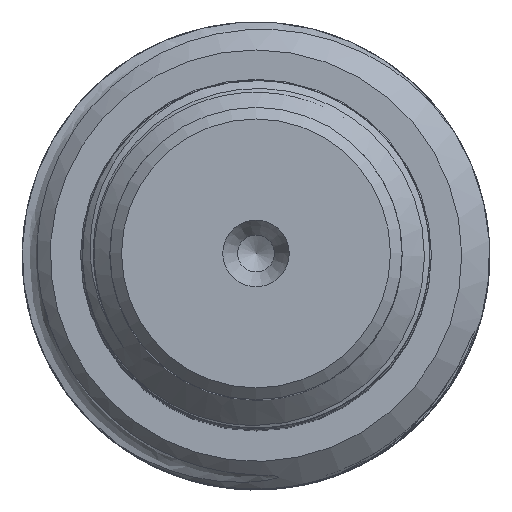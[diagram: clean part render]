
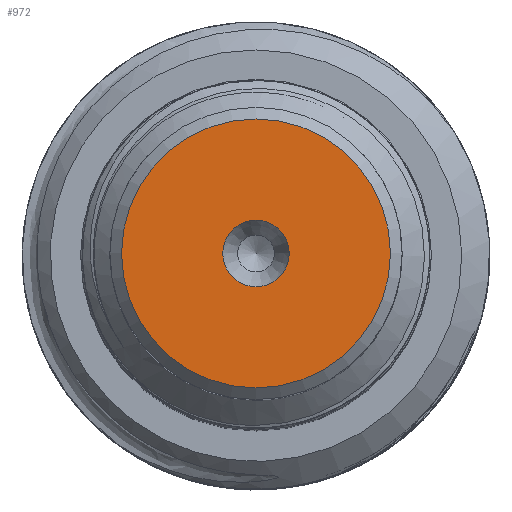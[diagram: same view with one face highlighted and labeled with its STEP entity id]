
A CAD part, top view. The second image highlights one B-rep face of the part: STEP entity #972.
In plain terms, the highlighted planar face has unit normal (0, 0, 1).
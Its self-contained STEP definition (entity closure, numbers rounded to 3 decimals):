
#35=PLANE('',#1003);
#46=CIRCLE('',#984,2.845);
#56=CIRCLE('',#1001,11.5);
#181=VERTEX_POINT('',#33097);
#195=VERTEX_POINT('',#36371);
#433=EDGE_CURVE('',#181,#181,#46,.T.);
#451=EDGE_CURVE('',#195,#195,#56,.T.);
#748=ORIENTED_EDGE('',*,*,#433,.T.);
#749=ORIENTED_EDGE('',*,*,#451,.F.);
#832=EDGE_LOOP('',(#748));
#833=EDGE_LOOP('',(#749));
#906=FACE_BOUND('',#832,.T.);
#907=FACE_BOUND('',#833,.T.);
#972=ADVANCED_FACE('',(#906,#907),#35,.T.);
#984=AXIS2_PLACEMENT_3D('',#33096,#1023,#1024);
#1001=AXIS2_PLACEMENT_3D('',#36370,#1056,#1057);
#1003=AXIS2_PLACEMENT_3D('',#36415,#1060,$);
#1023=DIRECTION('',(0.,0.,-1.));
#1024=DIRECTION('',(2.845,0.,0.));
#1056=DIRECTION('',(0.,0.,-1.));
#1057=DIRECTION('',(0.,-11.5,0.));
#1060=DIRECTION('',(0.,0.,1.));
#33096=CARTESIAN_POINT('',(0.,0.,0.));
#33097=CARTESIAN_POINT('',(-2.845,0.,0.));
#36370=CARTESIAN_POINT('',(0.,0.,0.));
#36371=CARTESIAN_POINT('',(0.,11.5,0.));
#36415=CARTESIAN_POINT('',(0.,6.25,0.));
